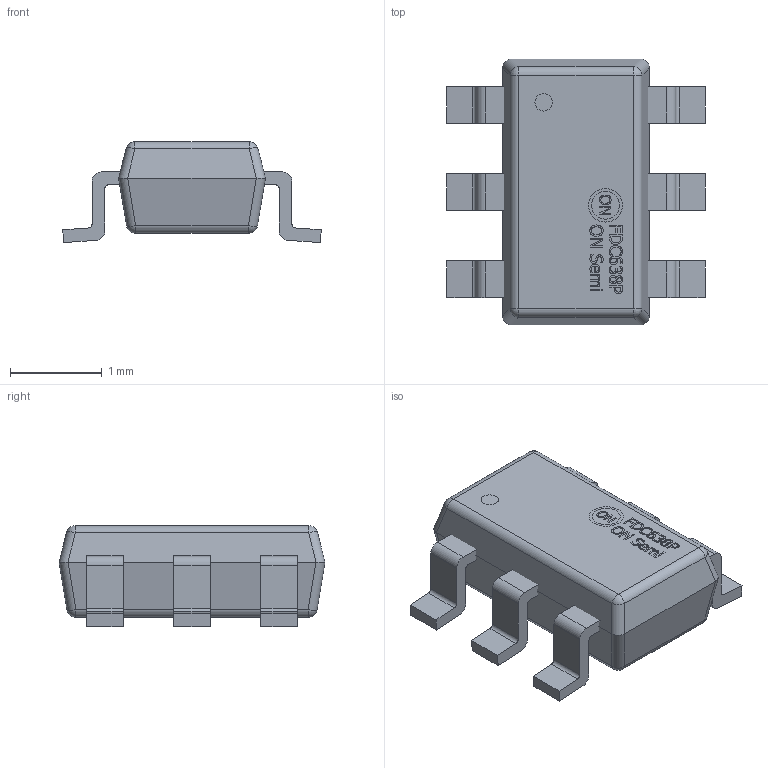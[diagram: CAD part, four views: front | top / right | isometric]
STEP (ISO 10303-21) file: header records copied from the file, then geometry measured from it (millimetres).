
FILE_DESCRIPTION( ( '' ), ' ' );
FILE_NAME( '5c36f89a07e91e1521b9aa11.step', '2019-01-10T07:47:39', ( '' ), ( '' ), ' ', ' ', ' ' );
FILE_SCHEMA( ( 'AUTOMOTIVE_DESIGN { 1 0 10303 214 1 1 1 1 }' ) );
Length unit declared in the file: metre
Products named in the file (22): Open CASCADE STEP translator 6.8 3; Open CASCADE STEP translator 6.8 2; Open CASCADE STEP translator 6.8 1
Bounding box: 2.82 x 2.9 x 1.1 mm (x, y, z)
Volume: 4.9 mm3; surface area: 30.3 mm2
Topology: 22 solids, 22 shells, 385 faces, 999 edges, 658 vertices
Faces by surface type: plane 179, cylinder 128, extrusion 60, bspline 10, sphere 8
Full cylindrical faces by diameter (mm): 0.188 x1, 0.304 x1, 0.368 x1
Entity records: 20775 total; most frequent: CARTESIAN_POINT 3310, ORIENTED_EDGE 1992, DIRECTION 1744, STYLED_ITEM 1381, PRESENTATION_STYLE_ASSIGNMENT 1381, COLOUR_RGB 1381, EDGE_CURVE 996, CURVE_STYLE 996
